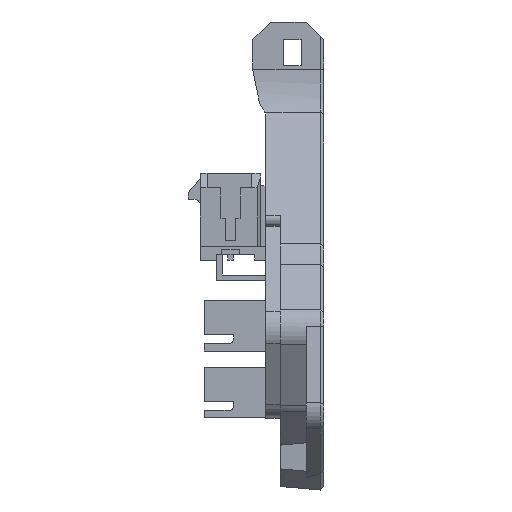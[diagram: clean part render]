
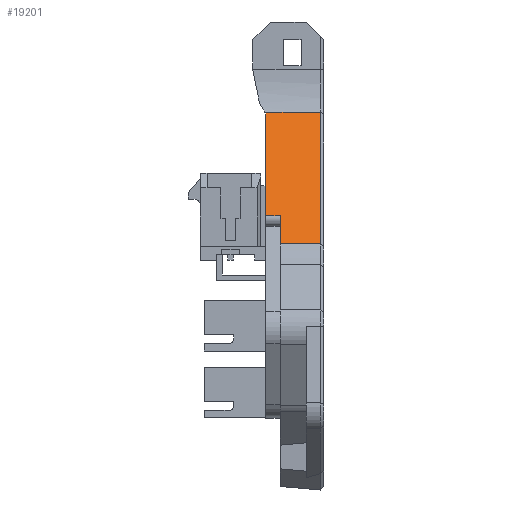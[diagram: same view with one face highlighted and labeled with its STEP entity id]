
A CAD part, left-side view. The second image highlights one B-rep face of the part: STEP entity #19201.
In plain terms, the highlighted face is planar.
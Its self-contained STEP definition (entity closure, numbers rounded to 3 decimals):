
#1481=FACE_OUTER_BOUND('',#2610,.T.);
#2610=EDGE_LOOP('',(#16608,#16609,#16610,#16611,#16612,#16613,#16614));
#4865=LINE('',#30178,#7283);
#4935=LINE('',#30339,#7353);
#4983=LINE('',#30455,#7401);
#4984=LINE('',#30459,#7402);
#4985=LINE('',#30460,#7403);
#4986=LINE('',#30462,#7404);
#4987=LINE('',#30463,#7405);
#7283=VECTOR('',#24817,10.);
#7353=VECTOR('',#24951,10.);
#7401=VECTOR('',#25067,10.);
#7402=VECTOR('',#25072,10.);
#7403=VECTOR('',#25073,10.);
#7404=VECTOR('',#25074,10.);
#7405=VECTOR('',#25075,10.);
#8997=VERTEX_POINT('',#30175);
#8998=VERTEX_POINT('',#30177);
#9054=VERTEX_POINT('',#30329);
#9056=VERTEX_POINT('',#30335);
#9091=VERTEX_POINT('',#30454);
#9092=VERTEX_POINT('',#30458);
#9093=VERTEX_POINT('',#30461);
#11501=EDGE_CURVE('',#8998,#8997,#4865,.T.);
#11581=EDGE_CURVE('',#9054,#9056,#4935,.T.);
#11639=EDGE_CURVE('',#9056,#9091,#4983,.T.);
#11641=EDGE_CURVE('',#9092,#9054,#4984,.T.);
#11642=EDGE_CURVE('',#8998,#9092,#4985,.T.);
#11643=EDGE_CURVE('',#9093,#8997,#4986,.T.);
#11644=EDGE_CURVE('',#9091,#9093,#4987,.T.);
#16608=ORIENTED_EDGE('',*,*,#11581,.F.);
#16609=ORIENTED_EDGE('',*,*,#11641,.F.);
#16610=ORIENTED_EDGE('',*,*,#11642,.F.);
#16611=ORIENTED_EDGE('',*,*,#11501,.T.);
#16612=ORIENTED_EDGE('',*,*,#11643,.F.);
#16613=ORIENTED_EDGE('',*,*,#11644,.F.);
#16614=ORIENTED_EDGE('',*,*,#11639,.F.);
#17984=PLANE('',#20442);
#19201=ADVANCED_FACE('',(#1481),#17984,.T.);
#20442=AXIS2_PLACEMENT_3D('',#30457,#25070,#25071);
#24817=DIRECTION('',(0.49,-0.872,0.));
#24951=DIRECTION('',(0.49,-0.872,0.));
#25067=DIRECTION('',(0.,0.,1.));
#25070=DIRECTION('center_axis',(0.872,0.49,0.));
#25071=DIRECTION('ref_axis',(0.49,-0.872,0.));
#25072=DIRECTION('',(0.,0.,-1.));
#25073=DIRECTION('',(-0.434,0.772,0.463));
#25074=DIRECTION('',(0.,0.,1.));
#25075=DIRECTION('',(-0.49,0.872,0.));
#30175=CARTESIAN_POINT('',(14.945,9.078,1.6));
#30177=CARTESIAN_POINT('',(8.406,20.7,1.6));
#30178=CARTESIAN_POINT('',(12.548,13.339,1.6));
#30329=CARTESIAN_POINT('',(8.285,20.917,-4.6));
#30335=CARTESIAN_POINT('',(16.747,5.874,-4.6));
#30339=CARTESIAN_POINT('',(9.299,19.113,-4.6));
#30454=CARTESIAN_POINT('',(16.747,5.874,0.));
#30455=CARTESIAN_POINT('',(16.747,5.874,0.));
#30457=CARTESIAN_POINT('Origin',(7.,23.2,0.));
#30458=CARTESIAN_POINT('',(8.285,20.917,1.73));
#30459=CARTESIAN_POINT('',(8.285,20.917,0.));
#30460=CARTESIAN_POINT('',(6.606,23.9,3.52));
#30461=CARTESIAN_POINT('',(14.945,9.078,0.));
#30462=CARTESIAN_POINT('',(14.945,9.078,0.));
#30463=CARTESIAN_POINT('',(9.299,19.113,0.));
